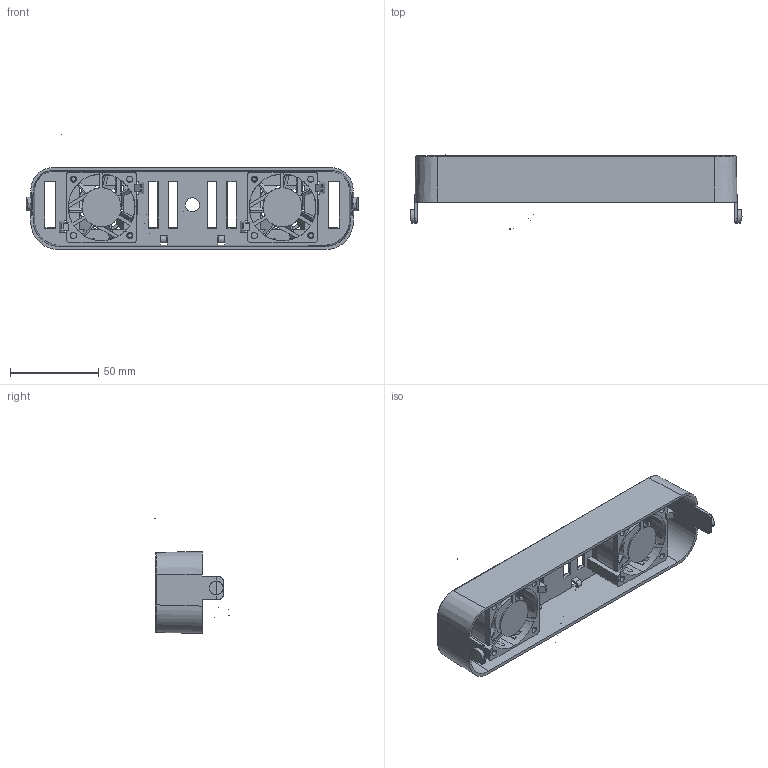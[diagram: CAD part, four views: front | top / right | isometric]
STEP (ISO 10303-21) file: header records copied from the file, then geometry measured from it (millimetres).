
FILE_DESCRIPTION (( 'STEP AP214' ), '1' );
FILE_NAME ('SSW0708900-KVT-3C.STEP', '2019-10-07T20:50:44', ( '' ), ( '' ), 'SwSTEP 2.0', 'SolidWorks 2017', '' );
FILE_SCHEMA (( 'AUTOMOTIVE_DESIGN' ));
Length unit declared in the file: inch
Products named in the file (1): SSW0708900-KVT-3C
Bounding box: 188.62 x 42.09 x 65.39 mm (x, y, z)
Volume: 52806.7 mm3; surface area: 65979.5 mm2
Topology: 11 solids, 11 shells, 1046 faces, 2906 edges, 1866 vertices
Faces by surface type: plane 638, cylinder 256, cone 84, torus 60, bspline 8
Entity records: 37411 total; most frequent: CARTESIAN_POINT 8181, ORIENTED_EDGE 5812, DIRECTION 5102, EDGE_CURVE 2906, VERTEX_POINT 1866, VECTOR 1752, LINE 1752, AXIS2_PLACEMENT_3D 1675
